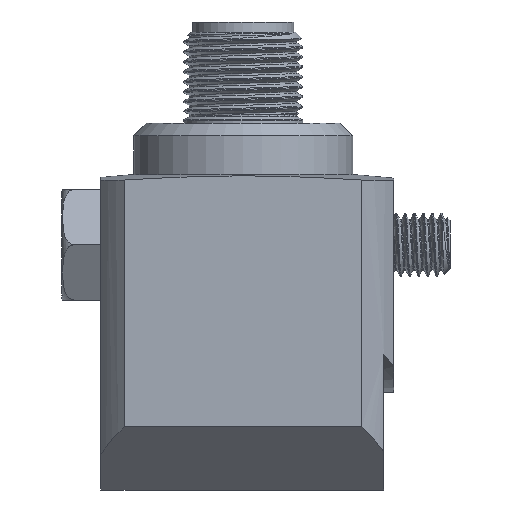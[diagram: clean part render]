
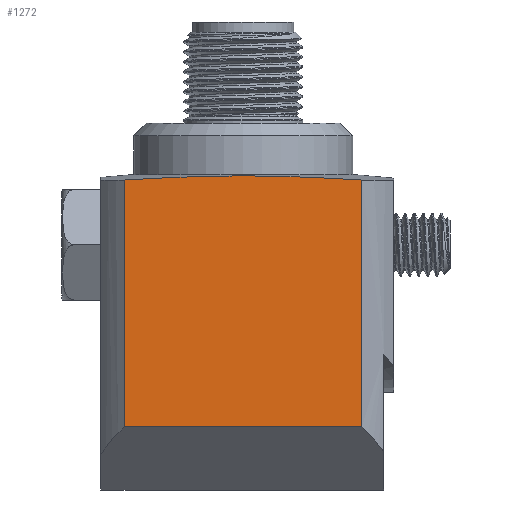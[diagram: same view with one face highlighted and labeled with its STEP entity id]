
A CAD part, left-side view. The second image highlights one B-rep face of the part: STEP entity #1272.
In plain terms, the highlighted planar face has unit normal (-1, 0, 0).
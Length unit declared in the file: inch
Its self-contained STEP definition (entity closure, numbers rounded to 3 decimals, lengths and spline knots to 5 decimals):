
#291=FACE_OUTER_BOUND('',#413,.T.);
#413=EDGE_LOOP('',(#998,#999,#1000,#1001));
#448=(
BOUNDED_CURVE()
B_SPLINE_CURVE(2,(#5409,#5410,#5411),.UNSPECIFIED.,.F.,.F.)
B_SPLINE_CURVE_WITH_KNOTS((3,3),(0.22737,2.80796),
 .UNSPECIFIED.)
CURVE()
GEOMETRIC_REPRESENTATION_ITEM()
RATIONAL_B_SPLINE_CURVE((1.079,1.488,1.079))
REPRESENTATION_ITEM('')
);
#467=LINE('',#5390,#501);
#468=LINE('',#5397,#502);
#470=LINE('',#5403,#504);
#501=VECTOR('',#1732,0.3937);
#502=VECTOR('',#1741,0.3937);
#504=VECTOR('',#1749,0.3937);
#595=VERTEX_POINT('',#5387);
#596=VERTEX_POINT('',#5389);
#597=VERTEX_POINT('',#5393);
#598=VERTEX_POINT('',#5395);
#729=EDGE_CURVE('',#596,#595,#467,.T.);
#733=EDGE_CURVE('',#597,#598,#468,.T.);
#736=EDGE_CURVE('',#596,#598,#470,.T.);
#738=EDGE_CURVE('',#595,#597,#448,.T.);
#998=ORIENTED_EDGE('',*,*,#733,.T.);
#999=ORIENTED_EDGE('',*,*,#736,.F.);
#1000=ORIENTED_EDGE('',*,*,#729,.T.);
#1001=ORIENTED_EDGE('',*,*,#738,.T.);
#1113=PLANE('',#1474);
#1272=ADVANCED_FACE('',(#291),#1113,.T.);
#1474=AXIS2_PLACEMENT_3D('',#5415,#1758,#1759);
#1732=DIRECTION('',(0.,0.,1.));
#1741=DIRECTION('',(0.,0.,-1.));
#1749=DIRECTION('',(0.,1.,0.));
#1758=DIRECTION('center_axis',(-1.,0.,0.));
#1759=DIRECTION('ref_axis',(0.,0.,1.));
#5387=CARTESIAN_POINT('',(-0.495,0.1264,0.55822));
#5389=CARTESIAN_POINT('',(-0.495,0.1264,-0.419));
#5390=CARTESIAN_POINT('',(-0.495,0.1264,0.669));
#5393=CARTESIAN_POINT('',(-0.495,1.0676,0.55822));
#5395=CARTESIAN_POINT('',(-0.495,1.0676,-0.419));
#5397=CARTESIAN_POINT('',(-0.495,1.0676,0.669));
#5403=CARTESIAN_POINT('',(-0.495,0.,-0.419));
#5409=CARTESIAN_POINT('Ctrl Pts',(-0.495,0.1264,0.55822));
#5410=CARTESIAN_POINT('Ctrl Pts',(-0.495,0.597,0.58658));
#5411=CARTESIAN_POINT('Ctrl Pts',(-0.495,1.0676,0.55822));
#5415=CARTESIAN_POINT('Origin',(-0.495,0.,-0.669));
